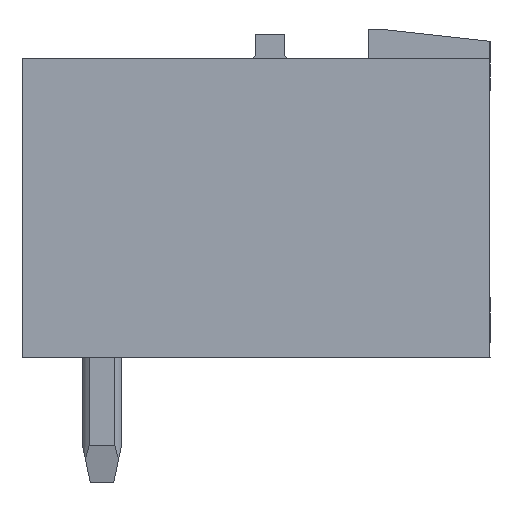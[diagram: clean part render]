
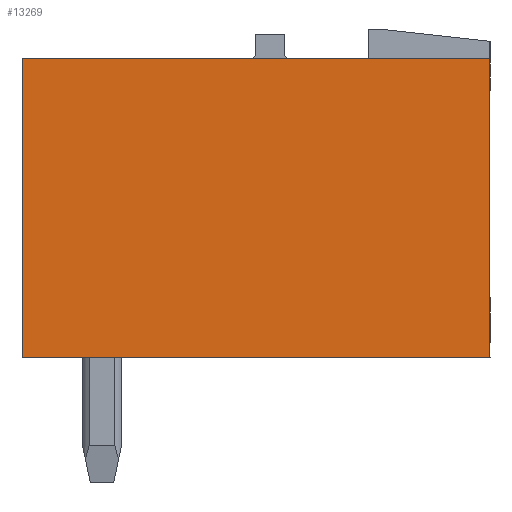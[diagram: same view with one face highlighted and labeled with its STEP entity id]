
A CAD part, left-side view. The second image highlights one B-rep face of the part: STEP entity #13269.
In plain terms, the highlighted planar face has unit normal (-1, 0, 0).
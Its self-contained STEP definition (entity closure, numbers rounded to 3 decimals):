
#13261=AXIS2_PLACEMENT_3D('Plane Axis2P3D',#13258,#13259,#13260) ;
#613=CARTESIAN_POINT('Vertex',(0.,12.,10.88)) ;
#616=CARTESIAN_POINT('Line Origine',(0.,6.,10.88)) ;
#620=CARTESIAN_POINT('Vertex',(0.,0.,10.88)) ;
#1055=CARTESIAN_POINT('Vertex',(0.,12.,3.2)) ;
#1058=CARTESIAN_POINT('Line Origine',(0.,12.,7.04)) ;
#1086=CARTESIAN_POINT('Vertex',(0.,0.,3.2)) ;
#1089=CARTESIAN_POINT('Line Origine',(0.,6.,3.2)) ;
#6898=CARTESIAN_POINT('Line Origine',(0.,0.,7.04)) ;
#13258=CARTESIAN_POINT('Axis2P3D Location',(0.,0.,0.)) ;
#617=DIRECTION('Vector Direction',(0.,1.,0.)) ;
#1059=DIRECTION('Vector Direction',(0.,0.,1.)) ;
#1090=DIRECTION('Vector Direction',(0.,1.,0.)) ;
#6899=DIRECTION('Vector Direction',(0.,0.,-1.)) ;
#13259=DIRECTION('Axis2P3D Direction',(-1.,0.,0.)) ;
#13260=DIRECTION('Axis2P3D XDirection',(0.,-1.,0.)) ;
#618=VECTOR('Line Direction',#617,1.) ;
#1060=VECTOR('Line Direction',#1059,1.) ;
#1091=VECTOR('Line Direction',#1090,1.) ;
#6900=VECTOR('Line Direction',#6899,1.) ;
#13264=ORIENTED_EDGE('',*,*,#6902,.T.) ;
#13265=ORIENTED_EDGE('',*,*,#622,.T.) ;
#13266=ORIENTED_EDGE('',*,*,#1062,.T.) ;
#13267=ORIENTED_EDGE('',*,*,#1093,.T.) ;
#13269=ADVANCED_FACE('Housing',(#13268),#13262,.T.) ;
#622=EDGE_CURVE('',#621,#614,#619,.T.) ;
#1062=EDGE_CURVE('',#614,#1056,#1061,.F.) ;
#1093=EDGE_CURVE('',#1056,#1087,#1092,.F.) ;
#6902=EDGE_CURVE('',#1087,#621,#6901,.F.) ;
#13263=EDGE_LOOP('',(#13264,#13265,#13266,#13267)) ;
#13268=FACE_OUTER_BOUND('',#13263,.T.) ;
#619=LINE('Line',#616,#618) ;
#1061=LINE('Line',#1058,#1060) ;
#1092=LINE('Line',#1089,#1091) ;
#6901=LINE('Line',#6898,#6900) ;
#13262=PLANE('',#13261) ;
#614=VERTEX_POINT('',#613) ;
#621=VERTEX_POINT('',#620) ;
#1056=VERTEX_POINT('',#1055) ;
#1087=VERTEX_POINT('',#1086) ;
